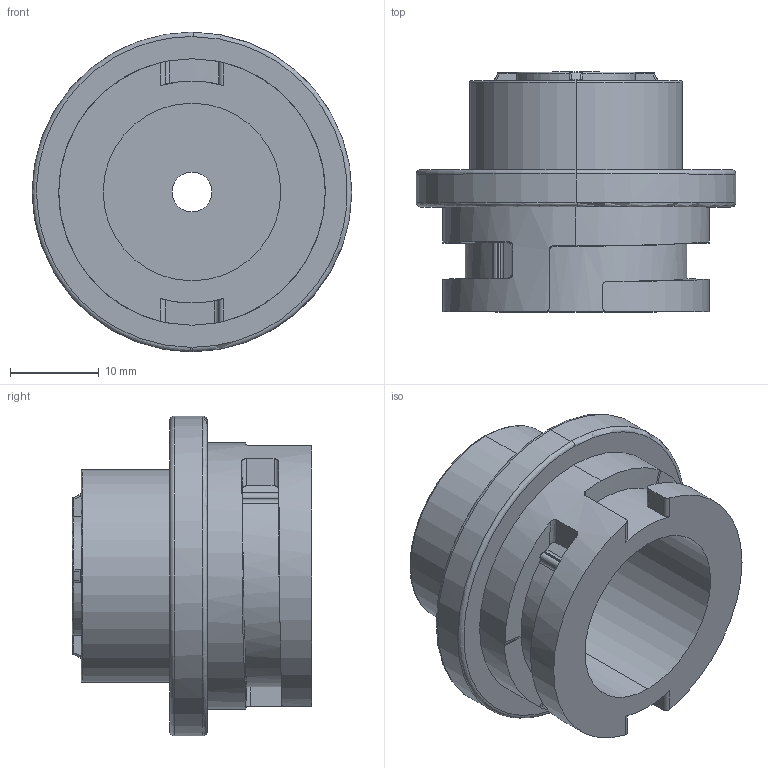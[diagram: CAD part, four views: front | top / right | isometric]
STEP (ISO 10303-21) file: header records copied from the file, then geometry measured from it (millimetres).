
FILE_DESCRIPTION (( 'STEP AP214' ), '1' );
FILE_NAME ('JXHSV06P-07004-d feeder fixed end cap.step', '2023-06-08T06:49:20', ( '微软用户' ), ( '微软中国' ), 'SwSTEP 2.0', 'SolidWorks 2020', '' );
FILE_SCHEMA (( 'AUTOMOTIVE_DESIGN' ));
Length unit declared in the file: millimetre
Products named in the file (1): JXHSV06P-07004-d feeder fixed end cap
Bounding box: 36 x 27 x 36 mm (x, y, z)
Volume: 9607.9 mm3; surface area: 6831.6 mm2
Topology: 1 solids, 1 shells, 193 faces, 481 edges, 280 vertices
Faces by surface type: cylinder 77, plane 33, bspline 33, torus 31, sphere 14, cone 5
Entity records: 7125 total; most frequent: CARTESIAN_POINT 2898, ORIENTED_EDGE 932, DIRECTION 808, EDGE_CURVE 466, AXIS2_PLACEMENT_3D 331, VERTEX_POINT 280, EDGE_LOOP 200, ADVANCED_FACE 193
